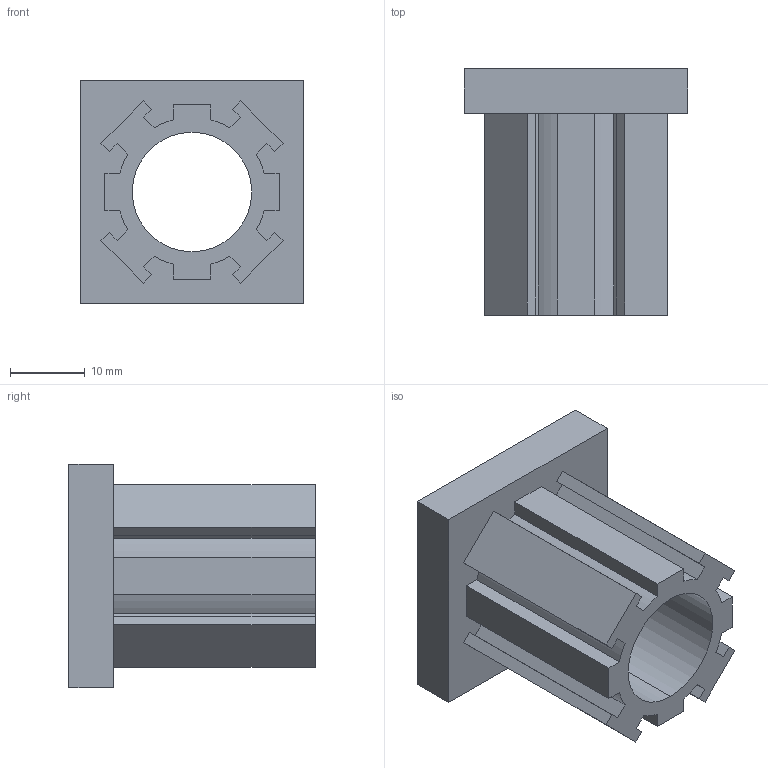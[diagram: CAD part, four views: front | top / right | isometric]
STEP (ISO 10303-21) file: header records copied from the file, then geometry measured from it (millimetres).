
FILE_DESCRIPTION (( 'STEP AP214' ), '1' );
FILE_NAME ('C64B33A8-00AB-45D2-A0B1-96500F499B6A.STEP', '2023-08-02T10:37:35', ( '' ), ( '' ), 'SwSTEP 2.0', 'SolidWorks 2022', '' );
FILE_SCHEMA (( 'AUTOMOTIVE_DESIGN' ));
Length unit declared in the file: millimetre
Products named in the file (1): C64B33A8-00AB-45D2-A0B1-96500F499B6A
Bounding box: 30 x 33 x 30 mm (x, y, z)
Volume: 10532.2 mm3; surface area: 7312.1 mm2
Topology: 1 solids, 1 shells, 57 faces, 162 edges, 108 vertices
Faces by surface type: plane 47, cylinder 10
Entity records: 1896 total; most frequent: CARTESIAN_POINT 328, ORIENTED_EDGE 324, DIRECTION 298, EDGE_CURVE 162, VECTOR 142, LINE 142, VERTEX_POINT 108, AXIS2_PLACEMENT_3D 78
